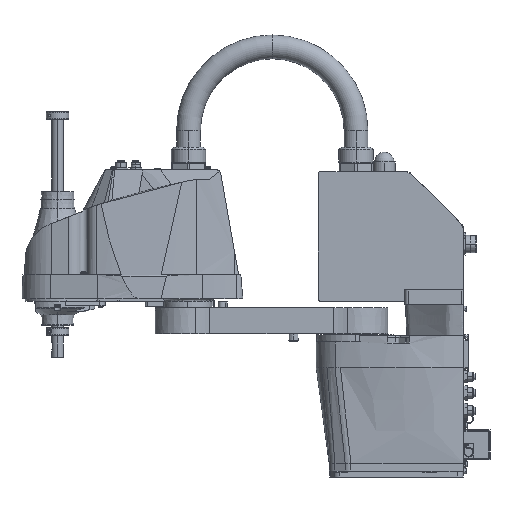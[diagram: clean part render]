
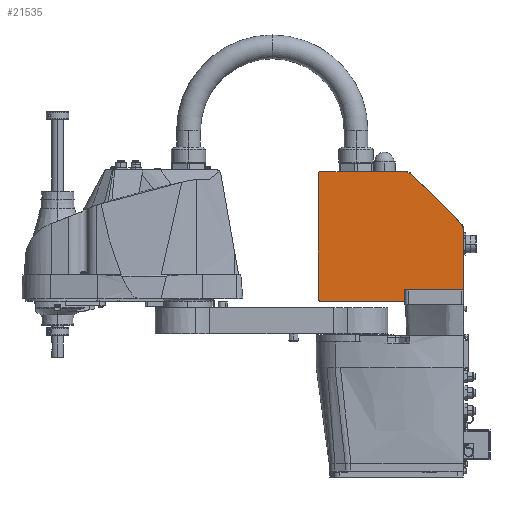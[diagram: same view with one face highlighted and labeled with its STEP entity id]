
A CAD part, left-side view. The second image highlights one B-rep face of the part: STEP entity #21535.
In plain terms, the highlighted face is planar.
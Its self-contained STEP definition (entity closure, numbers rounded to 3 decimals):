
#1032=DIRECTION('',(-1.,0.,0.));
#1033=VECTOR('',#1032,114.25);
#1034=CARTESIAN_POINT('',(192.6,236.3,-50.));
#1035=LINE('',#1034,#1033);
#1036=CARTESIAN_POINT('',(192.6,238.7,-50.));
#1037=DIRECTION('',(0.,0.,-1.));
#1038=DIRECTION('',(1.,0.,0.));
#1039=AXIS2_PLACEMENT_3D('',#1036,#1037,#1038);
#1041=DIRECTION('',(0.,-1.,0.));
#1042=VECTOR('',#1041,169.2);
#1043=CARTESIAN_POINT('',(195.,407.9,-50.));
#1044=LINE('',#1043,#1042);
#1045=CARTESIAN_POINT('',(192.6,407.9,-50.));
#1046=DIRECTION('',(0.,0.,-1.));
#1047=DIRECTION('',(0.,1.,0.));
#1048=AXIS2_PLACEMENT_3D('',#1045,#1046,#1047);
#1050=DIRECTION('',(1.,0.,0.));
#1051=VECTOR('',#1050,116.606);
#1052=CARTESIAN_POINT('',(75.994,410.3,-50.));
#1053=LINE('',#1052,#1051);
#1054=CARTESIAN_POINT('',(75.994,407.9,-50.));
#1055=DIRECTION('',(0.,0.,-1.));
#1056=DIRECTION('',(-0.707,0.707,0.));
#1057=AXIS2_PLACEMENT_3D('',#1054,#1055,#1056);
#1059=DIRECTION('',(0.707,0.707,0.));
#1060=VECTOR('',#1059,2.1);
#1061=CARTESIAN_POINT('',(72.812,408.112,-50.));
#1062=LINE('',#1061,#1060);
#1063=DIRECTION('',(0.707,-0.707,0.));
#1064=VECTOR('',#1063,1.55);
#1065=CARTESIAN_POINT('',(71.716,409.208,-50.));
#1066=LINE('',#1065,#1064);
#1067=DIRECTION('',(0.707,0.707,0.));
#1068=VECTOR('',#1067,100.);
#1069=CARTESIAN_POINT('',(1.005,338.497,-50.));
#1070=LINE('',#1069,#1068);
#1071=DIRECTION('',(-0.707,0.707,0.));
#1072=VECTOR('',#1071,1.55);
#1073=CARTESIAN_POINT('',(2.101,337.401,-50.));
#1074=LINE('',#1073,#1072);
#1075=DIRECTION('',(0.707,0.707,0.));
#1076=VECTOR('',#1075,1.978);
#1077=CARTESIAN_POINT('',(0.703,336.003,-50.));
#1078=LINE('',#1077,#1076);
#1079=CARTESIAN_POINT('',(2.4,334.306,-50.));
#1080=DIRECTION('',(0.,0.,-1.));
#1081=DIRECTION('',(-1.,0.,0.));
#1082=AXIS2_PLACEMENT_3D('',#1079,#1080,#1081);
#1084=DIRECTION('',(0.,1.,0.));
#1085=VECTOR('',#1084,83.006);
#1086=CARTESIAN_POINT('',(0.,251.3,-50.));
#1087=LINE('',#1086,#1085);
#1088=DIRECTION('',(-1.,0.,0.));
#1089=VECTOR('',#1088,78.35);
#1090=CARTESIAN_POINT('',(78.35,251.3,-50.));
#1091=LINE('',#1090,#1089);
#1144=DIRECTION('',(0.,-1.,0.));
#1145=VECTOR('',#1144,15.);
#1146=CARTESIAN_POINT('',(78.35,251.3,-50.));
#1147=LINE('',#1146,#1145);
#16035=CARTESIAN_POINT('',(78.35,236.3,-50.));
#16037=VERTEX_POINT('',#16035);
#16049=CARTESIAN_POINT('',(78.35,251.3,-50.));
#16050=VERTEX_POINT('',#16049);
#16957=CARTESIAN_POINT('',(74.297,409.597,-50.));
#16958=VERTEX_POINT('',#16957);
#16959=CARTESIAN_POINT('',(72.812,408.112,-50.));
#16960=VERTEX_POINT('',#16959);
#17478=CARTESIAN_POINT('',(2.101,337.401,-50.));
#17480=VERTEX_POINT('',#17478);
#17481=CARTESIAN_POINT('',(0.703,336.003,-50.));
#17482=VERTEX_POINT('',#17481);
#18275=CARTESIAN_POINT('',(75.994,410.3,-50.));
#18276=CARTESIAN_POINT('',(192.6,410.3,-50.));
#18277=VERTEX_POINT('',#18275);
#18278=VERTEX_POINT('',#18276);
#18604=CARTESIAN_POINT('',(195.,407.9,-50.));
#18605=VERTEX_POINT('',#18604);
#18699=CARTESIAN_POINT('',(0.,334.306,-50.));
#18700=VERTEX_POINT('',#18699);
#18766=CARTESIAN_POINT('',(192.6,236.3,-50.));
#18767=VERTEX_POINT('',#18766);
#18770=CARTESIAN_POINT('',(0.,251.3,-50.));
#18771=VERTEX_POINT('',#18770);
#18772=CARTESIAN_POINT('',(1.005,338.497,-50.));
#18773=VERTEX_POINT('',#18772);
#18774=CARTESIAN_POINT('',(71.716,409.208,-50.));
#18775=VERTEX_POINT('',#18774);
#18776=CARTESIAN_POINT('',(195.,238.7,-50.));
#18777=VERTEX_POINT('',#18776);
#21501=CARTESIAN_POINT('',(2.4,238.7,-50.));
#21502=DIRECTION('',(0.,0.,1.));
#21503=DIRECTION('',(1.,0.,0.));
#21504=AXIS2_PLACEMENT_3D('',#21501,#21502,#21503);
#21505=PLANE('',#21504);
#21507=ORIENTED_EDGE('',*,*,#21506,.F.);
#21509=ORIENTED_EDGE('',*,*,#21508,.F.);
#21511=ORIENTED_EDGE('',*,*,#21510,.F.);
#21513=ORIENTED_EDGE('',*,*,#21512,.F.);
#21515=ORIENTED_EDGE('',*,*,#21514,.F.);
#21517=ORIENTED_EDGE('',*,*,#21516,.F.);
#21519=ORIENTED_EDGE('',*,*,#21518,.F.);
#21521=ORIENTED_EDGE('',*,*,#21520,.F.);
#21523=ORIENTED_EDGE('',*,*,#21522,.F.);
#21524=ORIENTED_EDGE('',*,*,#21485,.F.);
#21525=ORIENTED_EDGE('',*,*,#21467,.F.);
#21527=ORIENTED_EDGE('',*,*,#21526,.F.);
#21528=ORIENTED_EDGE('',*,*,#21272,.F.);
#21530=ORIENTED_EDGE('',*,*,#21529,.F.);
#21532=ORIENTED_EDGE('',*,*,#21531,.T.);
#21533=EDGE_LOOP('',(#21507,#21509,#21511,#21513,#21515,#21517,#21519,#21521,
#21523,#21524,#21525,#21527,#21528,#21530,#21532));
#21534=FACE_OUTER_BOUND('',#21533,.F.);
#1040=CIRCLE('',#1039,2.4);
#1049=CIRCLE('',#1048,2.4);
#1058=CIRCLE('',#1057,2.4);
#1083=CIRCLE('',#1082,2.4);
#21272=EDGE_CURVE('',#18771,#18700,#1087,.T.);
#21467=EDGE_CURVE('',#17482,#17480,#1078,.T.);
#21485=EDGE_CURVE('',#17480,#18773,#1074,.T.);
#21506=EDGE_CURVE('',#18767,#16037,#1035,.T.);
#21508=EDGE_CURVE('',#18777,#18767,#1040,.T.);
#21510=EDGE_CURVE('',#18605,#18777,#1044,.T.);
#21512=EDGE_CURVE('',#18278,#18605,#1049,.T.);
#21514=EDGE_CURVE('',#18277,#18278,#1053,.T.);
#21516=EDGE_CURVE('',#16958,#18277,#1058,.T.);
#21518=EDGE_CURVE('',#16960,#16958,#1062,.T.);
#21520=EDGE_CURVE('',#18775,#16960,#1066,.T.);
#21522=EDGE_CURVE('',#18773,#18775,#1070,.T.);
#21526=EDGE_CURVE('',#18700,#17482,#1083,.T.);
#21529=EDGE_CURVE('',#16050,#18771,#1091,.T.);
#21531=EDGE_CURVE('',#16050,#16037,#1147,.T.);
#21535=ADVANCED_FACE('',(#21534),#21505,.F.);
